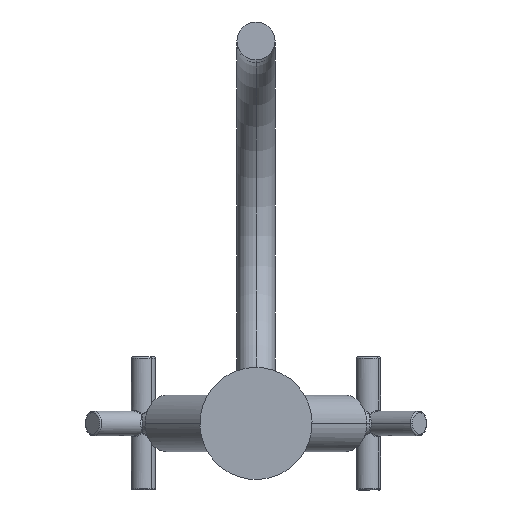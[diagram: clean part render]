
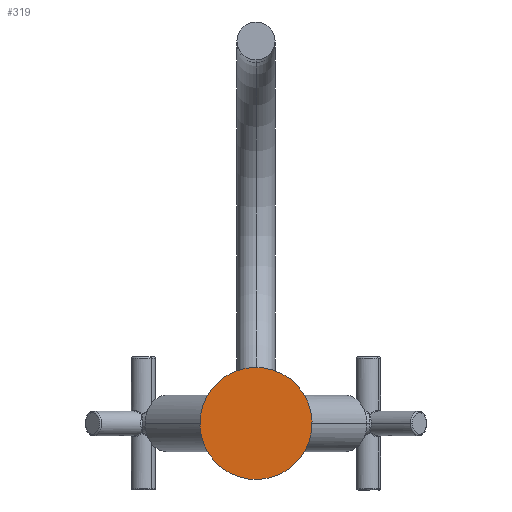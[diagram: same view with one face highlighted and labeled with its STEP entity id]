
A CAD part, front view. The second image highlights one B-rep face of the part: STEP entity #319.
In plain terms, the highlighted face is planar.
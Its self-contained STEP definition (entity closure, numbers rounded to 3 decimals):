
#319 = ADVANCED_FACE ( 'NONE', ( #1090 ), #3229, .F. ) ;
#522 = CARTESIAN_POINT ( 'NONE',  ( 0., 0., 0. ) ) ;
#603 = EDGE_LOOP ( 'NONE', ( #3756, #2661 ) ) ;
#667 = DIRECTION ( 'NONE',  ( 0., 0., 1. ) ) ;
#882 = DIRECTION ( 'NONE',  ( 1., 0., 0. ) ) ;
#1090 = FACE_OUTER_BOUND ( 'NONE', #603, .T. ) ;
#1439 = AXIS2_PLACEMENT_3D ( 'NONE', #522, #3004, #882 ) ;
#1467 = CARTESIAN_POINT ( 'NONE',  ( 0., 0., 0. ) ) ;
#1572 = CARTESIAN_POINT ( 'NONE',  ( -29.5, 0., 0. ) ) ;
#1662 = CARTESIAN_POINT ( 'NONE',  ( 29.5, 0., 0. ) ) ;
#1829 = DIRECTION ( 'NONE',  ( 0., 0., 1. ) ) ;
#2661 = ORIENTED_EDGE ( 'NONE', *, *, #2708, .F. ) ;
#2708 = EDGE_CURVE ( 'NONE', #3954, #3511, #3278, .T. ) ;
#2794 = CARTESIAN_POINT ( 'NONE',  ( 0., 0., 0. ) ) ;
#2916 = EDGE_CURVE ( 'NONE', #3511, #3954, #3663, .T. ) ;
#3004 = DIRECTION ( 'NONE',  ( 0., 0., 1. ) ) ;
#3144 = DIRECTION ( 'NONE',  ( 1., 0., 0. ) ) ;
#3229 = PLANE ( 'NONE',  #4159 ) ;
#3278 = CIRCLE ( 'NONE', #4584, 29.5 ) ;
#3511 = VERTEX_POINT ( 'NONE', #1572 ) ;
#3663 = CIRCLE ( 'NONE', #1439, 29.5 ) ;
#3756 = ORIENTED_EDGE ( 'NONE', *, *, #2916, .F. ) ;
#3907 = DIRECTION ( 'NONE',  ( 1., 0., 0. ) ) ;
#3954 = VERTEX_POINT ( 'NONE', #1662 ) ;
#4159 = AXIS2_PLACEMENT_3D ( 'NONE', #1467, #1829, #3907 ) ;
#4584 = AXIS2_PLACEMENT_3D ( 'NONE', #2794, #667, #3144 ) ;
